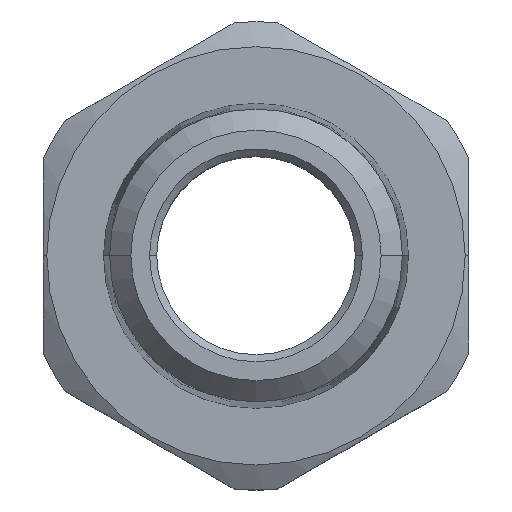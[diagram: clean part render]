
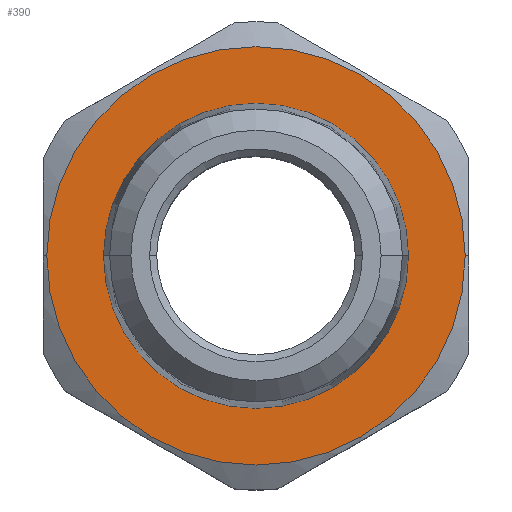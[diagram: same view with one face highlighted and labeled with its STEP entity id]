
A CAD part, top view. The second image highlights one B-rep face of the part: STEP entity #390.
In plain terms, the highlighted planar face has unit normal (0, 0, 1).
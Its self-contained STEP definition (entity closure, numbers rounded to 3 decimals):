
#25 = DIRECTION ( 'NONE',  ( 0., 0., -1. ) ) ;
#46 = VERTEX_POINT ( 'NONE', #447 ) ;
#54 = CIRCLE ( 'NONE', #371, 10.75 ) ;
#62 = ORIENTED_EDGE ( 'NONE', *, *, #1190, .T. ) ;
#67 = DIRECTION ( 'NONE',  ( 0., 0., -1. ) ) ;
#90 = AXIS2_PLACEMENT_3D ( 'NONE', #1205, #521, #813 ) ;
#121 = CARTESIAN_POINT ( 'NONE',  ( 0., 0., 19.7 ) ) ;
#159 = DIRECTION ( 'NONE',  ( 0., 0., -1. ) ) ;
#218 = CIRCLE ( 'NONE', #396, 14.75 ) ;
#232 = DIRECTION ( 'NONE',  ( -1., 0., 0. ) ) ;
#275 = DIRECTION ( 'NONE',  ( -1., 0., 0. ) ) ;
#284 = FACE_BOUND ( 'NONE', #622, .T. ) ;
#294 = PLANE ( 'NONE',  #1018 ) ;
#371 = AXIS2_PLACEMENT_3D ( 'NONE', #121, #25, #232 ) ;
#387 = AXIS2_PLACEMENT_3D ( 'NONE', #1017, #159, #943 ) ;
#390 = ADVANCED_FACE ( 'NONE', ( #582, #284 ), #294, .F. ) ;
#396 = AXIS2_PLACEMENT_3D ( 'NONE', #665, #67, #275 ) ;
#447 = CARTESIAN_POINT ( 'NONE',  ( -14.75, 0., 19.7 ) ) ;
#515 = EDGE_CURVE ( 'NONE', #875, #46, #218, .T. ) ;
#521 = DIRECTION ( 'NONE',  ( 0., 0., -1. ) ) ;
#542 = ORIENTED_EDGE ( 'NONE', *, *, #515, .F. ) ;
#582 = FACE_OUTER_BOUND ( 'NONE', #668, .T. ) ;
#622 = EDGE_LOOP ( 'NONE', ( #733, #62 ) ) ;
#665 = CARTESIAN_POINT ( 'NONE',  ( 0., 0., 19.7 ) ) ;
#668 = EDGE_LOOP ( 'NONE', ( #1093, #542 ) ) ;
#674 = CARTESIAN_POINT ( 'NONE',  ( 0., 10.75, 19.7 ) ) ;
#707 = CARTESIAN_POINT ( 'NONE',  ( -10.75, 0., 19.7 ) ) ;
#733 = ORIENTED_EDGE ( 'NONE', *, *, #760, .T. ) ;
#760 = EDGE_CURVE ( 'NONE', #788, #1025, #54, .T. ) ;
#788 = VERTEX_POINT ( 'NONE', #707 ) ;
#813 = DIRECTION ( 'NONE',  ( -1., 0., 0. ) ) ;
#814 = CIRCLE ( 'NONE', #387, 10.75 ) ;
#875 = VERTEX_POINT ( 'NONE', #1212 ) ;
#878 = DIRECTION ( 'NONE',  ( -1., 0., 0. ) ) ;
#943 = DIRECTION ( 'NONE',  ( -1., 0., 0. ) ) ;
#1017 = CARTESIAN_POINT ( 'NONE',  ( 0., 0., 19.7 ) ) ;
#1018 = AXIS2_PLACEMENT_3D ( 'NONE', #674, #1276, #878 ) ;
#1025 = VERTEX_POINT ( 'NONE', #1082 ) ;
#1051 = EDGE_CURVE ( 'NONE', #46, #875, #1246, .T. ) ;
#1082 = CARTESIAN_POINT ( 'NONE',  ( 10.75, 0., 19.7 ) ) ;
#1093 = ORIENTED_EDGE ( 'NONE', *, *, #1051, .F. ) ;
#1190 = EDGE_CURVE ( 'NONE', #1025, #788, #814, .T. ) ;
#1205 = CARTESIAN_POINT ( 'NONE',  ( 0., 0., 19.7 ) ) ;
#1212 = CARTESIAN_POINT ( 'NONE',  ( 14.75, 0., 19.7 ) ) ;
#1246 = CIRCLE ( 'NONE', #90, 14.75 ) ;
#1276 = DIRECTION ( 'NONE',  ( 0., 0., -1. ) ) ;
